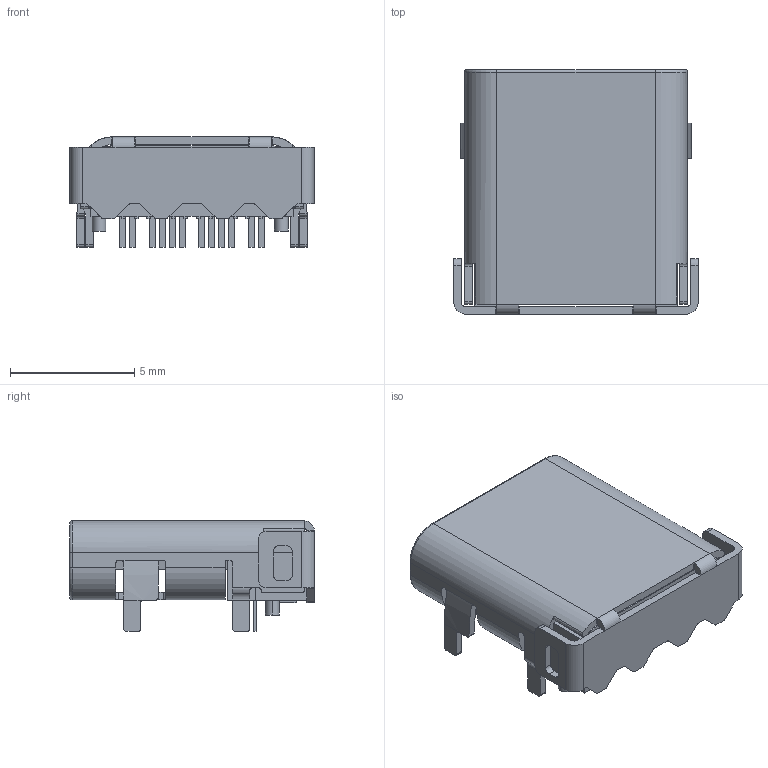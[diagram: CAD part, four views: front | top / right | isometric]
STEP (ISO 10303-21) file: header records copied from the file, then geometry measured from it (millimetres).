
FILE_DESCRIPTION (( 'STEP AP214' ), '1' );
FILE_NAME ('UJ32-C-H-G-DSMT-3-P24-TR.STEP', '2024-09-11T11:58:14', ( '' ), ( '' ), 'SwSTEP 2.0', 'SolidWorks 2020', '' );
FILE_SCHEMA (( 'AUTOMOTIVE_DESIGN' ));
Length unit declared in the file: millimetre
Products named in the file (1): UJ32-C-H-G-DSMT-3-P24-TR
Bounding box: 9.85 x 9.87 x 4.45 mm (x, y, z)
Volume: 142.9 mm3; surface area: 639.9 mm2
Topology: 1 solids, 1 shells, 402 faces, 1113 edges, 715 vertices
Faces by surface type: plane 264, cylinder 130, torus 8
Entity records: 14830 total; most frequent: CARTESIAN_POINT 2543, ORIENTED_EDGE 2226, DIRECTION 2121, EDGE_CURVE 1113, VECTOR 831, LINE 831, VERTEX_POINT 715, AXIS2_PLACEMENT_3D 645
